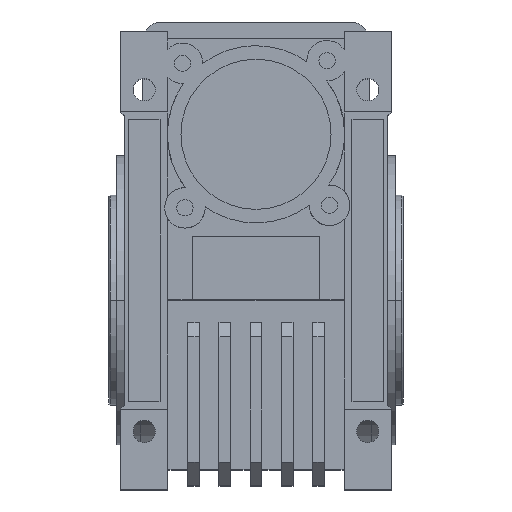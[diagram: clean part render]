
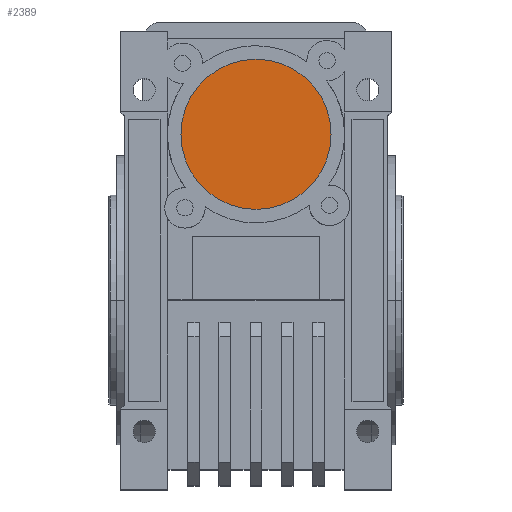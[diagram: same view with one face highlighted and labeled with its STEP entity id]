
A CAD part, top view. The second image highlights one B-rep face of the part: STEP entity #2389.
In plain terms, the highlighted planar face has unit normal (0, 0, 1).
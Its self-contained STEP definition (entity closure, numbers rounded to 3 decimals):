
#342 = CARTESIAN_POINT ( 'NONE',  ( 0., 63., 70.92 ) ) ;
#1430 = EDGE_CURVE ( 'NONE', #21632, #15004, #9451, .T. ) ;
#1901 = DIRECTION ( 'NONE',  ( 1., 0., 0. ) ) ;
#2389 = ADVANCED_FACE ( 'NONE', ( #11228 ), #20810, .T. ) ;
#3459 = EDGE_LOOP ( 'NONE', ( #10121, #10364 ) ) ;
#7273 = CIRCLE ( 'NONE', #14946, 28.55 ) ;
#8344 = EDGE_CURVE ( 'NONE', #15004, #21632, #7273, .T. ) ;
#8587 = DIRECTION ( 'NONE',  ( 1., 0., 0. ) ) ;
#9303 = DIRECTION ( 'NONE',  ( 1., 0., 0. ) ) ;
#9451 = CIRCLE ( 'NONE', #13319, 28.55 ) ;
#10121 = ORIENTED_EDGE ( 'NONE', *, *, #8344, .T. ) ;
#10260 = CARTESIAN_POINT ( 'NONE',  ( 0., 63., 70.92 ) ) ;
#10364 = ORIENTED_EDGE ( 'NONE', *, *, #1430, .T. ) ;
#10981 = CARTESIAN_POINT ( 'NONE',  ( 28.55, 63., 70.92 ) ) ;
#11228 = FACE_OUTER_BOUND ( 'NONE', #3459, .T. ) ;
#11243 = DIRECTION ( 'NONE',  ( 0., 0., 1. ) ) ;
#13319 = AXIS2_PLACEMENT_3D ( 'NONE', #342, #20431, #1901 ) ;
#14779 = AXIS2_PLACEMENT_3D ( 'NONE', #21385, #11243, #9303 ) ;
#14946 = AXIS2_PLACEMENT_3D ( 'NONE', #10260, #18800, #8587 ) ;
#15004 = VERTEX_POINT ( 'NONE', #10981 ) ;
#18800 = DIRECTION ( 'NONE',  ( 0., 0., 1. ) ) ;
#20431 = DIRECTION ( 'NONE',  ( 0., 0., 1. ) ) ;
#20621 = CARTESIAN_POINT ( 'NONE',  ( -28.55, 63., 70.92 ) ) ;
#20810 = PLANE ( 'NONE',  #14779 ) ;
#21385 = CARTESIAN_POINT ( 'NONE',  ( 0., 63., 70.92 ) ) ;
#21632 = VERTEX_POINT ( 'NONE', #20621 ) ;
